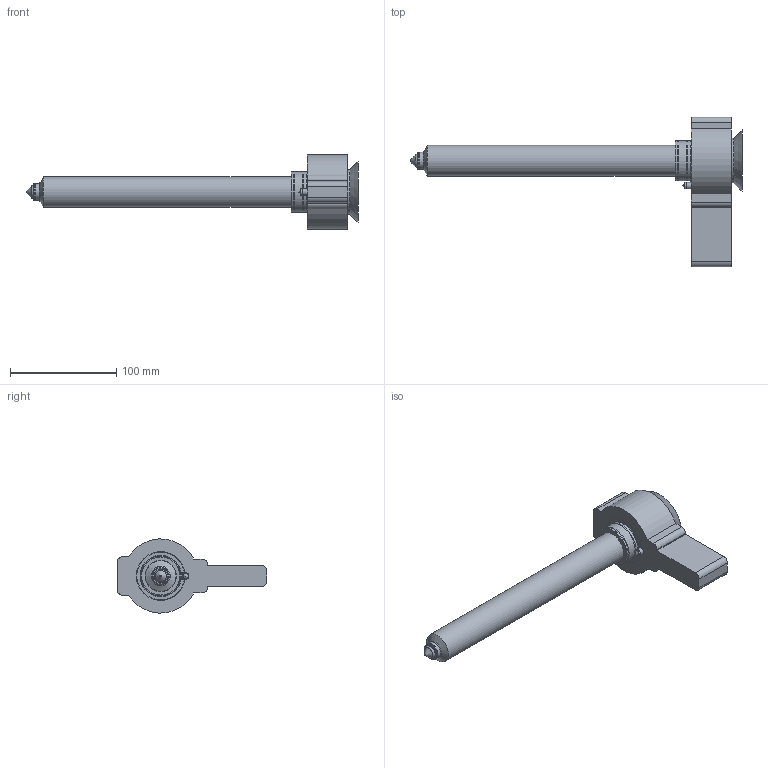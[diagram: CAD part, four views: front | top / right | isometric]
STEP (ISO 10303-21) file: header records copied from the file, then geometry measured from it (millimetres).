
FILE_DESCRIPTION (( 'STEP AP214' ), '1' );
FILE_NAME ('Dysza centralna - 29x265 EA-WP40.STEP', '2017-05-31T07:02:17', ( '' ), ( '' ), 'SwSTEP 2.0', 'SolidWorks 2016', '' );
FILE_SCHEMA (( 'AUTOMOTIVE_DESIGN' ));
Length unit declared in the file: millimetre
Products named in the file (10): grza³ka opaskowa 46x22 - nak³adka 40 - 40000-09; nak³adka 40 - 40000-11; nakladka do dyszy centralnej 40 - 40000-11; pierœcieñ nak³adki 40; 29x265 - dysza - 29265-00_Standard; 29x265 - komora 29x265_Komora Standard; 29x265 - korpus - 29265-02; Dysza centralna - 29x265 EA-WP40; nak³adka - EA-WP-40; komora nak³adki 40
Assembly tree (9 placements, depth 4):
  Dysza centralna - 29x265 EA-WP40
    29x265 - dysza - 29265-00_Standard
      29x265 - korpus - 29265-02
      29x265 - komora 29x265_Komora Standard
    nak³adka - EA-WP-40
      nak³adka 40 - 40000-11
        pierœcieñ nak³adki 40
        nakladka do dyszy centralnej 40 - 40000-11
      grza³ka opaskowa 46x22 - nak³adka 40 - 40000-09
      komora nak³adki 40
Bounding box: 313 x 141 x 69.92 mm (x, y, z)
Volume: 558942.4 mm3; surface area: 119444.7 mm2
Topology: 9 solids, 13 shells, 288 faces, 749 edges, 492 vertices
Faces by surface type: cylinder 93, plane 88, torus 47, cone 40, bspline 11, sphere 9
Full cylindrical faces by diameter (mm): 1.5 x1, 2 x1, 3 x1, 4.5 x3, 5 x3, 6 x4, 8 x1, 10 x1, 12 x4, 12.1 x1, 12.6 x1, 15 x1, 15.4 x1, 15.6 x2, 15.7 x1, 16 x4, 18.2 x2, 20.04 x1, 20.8 x1, 29 x2, 32 x1, 36 x2, 38 x3, 40 x1, 42 x3, 46 x2
Entity records: 16173 total; most frequent: CARTESIAN_POINT 9461, DIRECTION 1263, ORIENTED_EDGE 1240, EDGE_CURVE 620, AXIS2_PLACEMENT_3D 543, VERTEX_POINT 467, EDGE_LOOP 415, FACE_OUTER_BOUND 362
